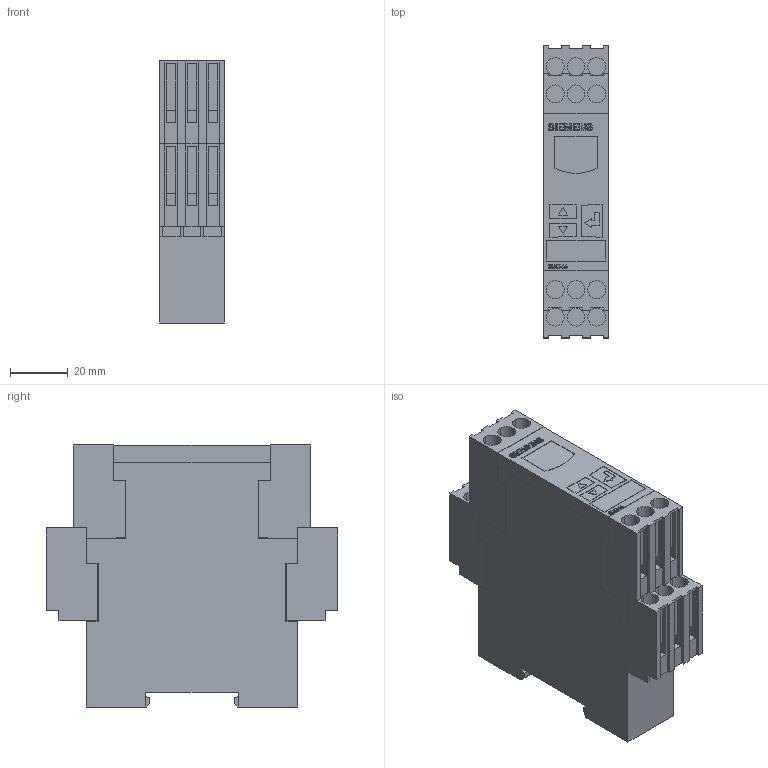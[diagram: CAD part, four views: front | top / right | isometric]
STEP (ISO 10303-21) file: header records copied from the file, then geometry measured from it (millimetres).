
FILE_DESCRIPTION (( 'STEP AP214' ), '1' );
FILE_NAME ('z_9270200_23_000_3UG4616.STEP', '2006-11-28T13:53:02', ( 'Günter Reindl' ), ( 'Siemens and Partners' ), 'SwSTEP 2.0', 'SolidWorks 2006104', '' );
FILE_SCHEMA (( 'AUTOMOTIVE_DESIGN' ));
Length unit declared in the file: millimetre
Products named in the file (1): z_9270200_23_000_3UG4616
Bounding box: 22.5 x 101.4 x 91 mm (x, y, z)
Volume: 164568.3 mm3; surface area: 29480.3 mm2
Topology: 1 solids, 1 shells, 540 faces, 1476 edges, 984 vertices
Faces by surface type: plane 442, bspline 69, cylinder 29
Entity records: 28029 total; most frequent: CARTESIAN_POINT 9520, ORIENTED_EDGE 2952, DIRECTION 2340, EDGE_CURVE 1476, VECTOR 1280, LINE 1280, VERTEX_POINT 984, EDGE_LOOP 586
